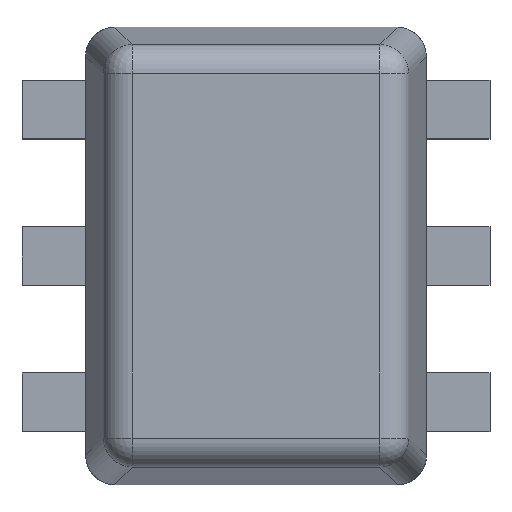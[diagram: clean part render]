
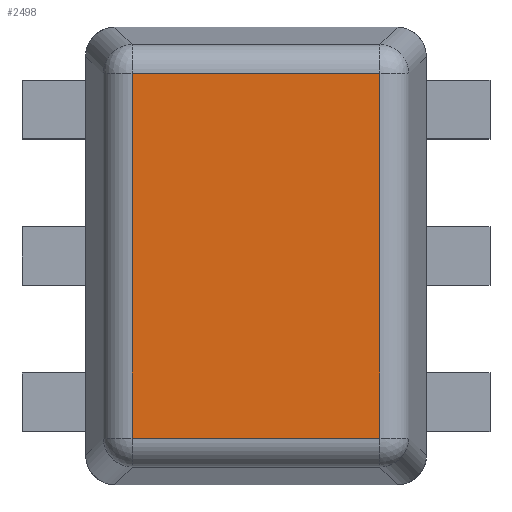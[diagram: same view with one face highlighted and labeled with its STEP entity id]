
A CAD part, top view. The second image highlights one B-rep face of the part: STEP entity #2498.
In plain terms, the highlighted face is planar.
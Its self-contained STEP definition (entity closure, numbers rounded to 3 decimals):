
#1538=DIRECTION('',(-1.,0.,0.));
#1539=VECTOR('',#1538,1.247);
#1540=CARTESIAN_POINT('',(0.624,0.575,-0.424));
#1541=LINE('',#1540,#1539);
#1545=DIRECTION('',(0.,0.,-1.));
#1546=VECTOR('',#1545,0.847);
#1547=CARTESIAN_POINT('',(0.624,0.575,0.424));
#1548=LINE('',#1547,#1546);
#1552=DIRECTION('',(1.,0.,0.));
#1553=VECTOR('',#1552,1.247);
#1554=CARTESIAN_POINT('',(-0.624,0.575,0.424));
#1555=LINE('',#1554,#1553);
#1559=DIRECTION('',(0.,0.,1.));
#1560=VECTOR('',#1559,0.847);
#1561=CARTESIAN_POINT('',(-0.624,0.575,-0.424));
#1562=LINE('',#1561,#1560);
#2028=CARTESIAN_POINT('',(0.624,0.575,-0.424));
#2029=CARTESIAN_POINT('',(-0.624,0.575,-0.424));
#2030=VERTEX_POINT('',#2028);
#2031=VERTEX_POINT('',#2029);
#2040=CARTESIAN_POINT('',(-0.624,0.575,0.424));
#2041=VERTEX_POINT('',#2040);
#2046=CARTESIAN_POINT('',(0.624,0.575,0.424));
#2047=VERTEX_POINT('',#2046);
#2485=CARTESIAN_POINT('',(0.,0.575,0.));
#2486=DIRECTION('',(0.,1.,0.));
#2487=DIRECTION('',(1.,0.,0.));
#2488=AXIS2_PLACEMENT_3D('',#2485,#2486,#2487);
#2489=PLANE('',#2488);
#2490=ORIENTED_EDGE('',*,*,#2476,.F.);
#2492=ORIENTED_EDGE('',*,*,#2491,.F.);
#2494=ORIENTED_EDGE('',*,*,#2493,.F.);
#2495=ORIENTED_EDGE('',*,*,#2452,.F.);
#2496=EDGE_LOOP('',(#2490,#2492,#2494,#2495));
#2497=FACE_OUTER_BOUND('',#2496,.F.);
#2498=ADVANCED_FACE('',(#2497),#2489,.T.);
#2452=EDGE_CURVE('',#2031,#2041,#1562,.T.);
#2476=EDGE_CURVE('',#2030,#2031,#1541,.T.);
#2491=EDGE_CURVE('',#2047,#2030,#1548,.T.);
#2493=EDGE_CURVE('',#2041,#2047,#1555,.T.);
